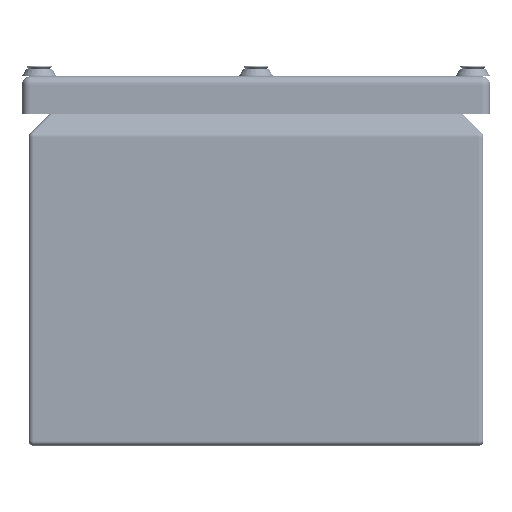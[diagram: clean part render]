
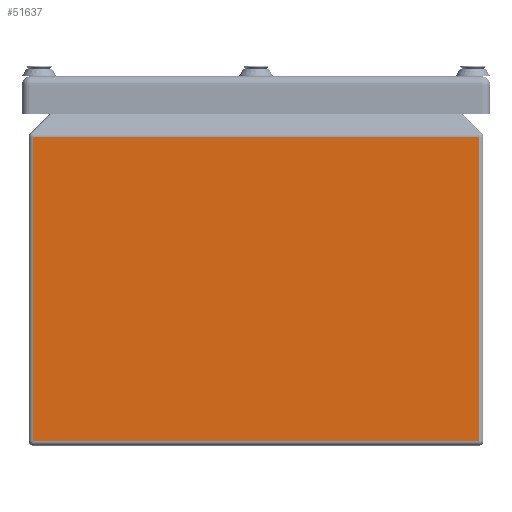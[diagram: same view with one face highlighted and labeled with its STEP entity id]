
A CAD part, left-side view. The second image highlights one B-rep face of the part: STEP entity #51637.
In plain terms, the highlighted planar face has unit normal (-1, 0, 0).
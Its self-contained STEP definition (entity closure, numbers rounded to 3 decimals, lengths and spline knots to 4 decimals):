
#3431=LINE('',#75548,#7907);
#3443=LINE('',#75607,#7919);
#3445=LINE('',#75618,#7921);
#3446=LINE('',#75620,#7922);
#7907=VECTOR('',#60750,0.3937);
#7919=VECTOR('',#60822,0.3937);
#7921=VECTOR('',#60840,0.3937);
#7922=VECTOR('',#60843,0.3937);
#13183=FACE_OUTER_BOUND('',#16342,.T.);
#16342=EDGE_LOOP('',(#35101,#35102,#35103,#35104));
#21654=VERTEX_POINT('',#75541);
#21657=VERTEX_POINT('',#75546);
#21673=VERTEX_POINT('',#75604);
#21674=VERTEX_POINT('',#75606);
#26765=EDGE_CURVE('',#21657,#21654,#3431,.T.);
#26794=EDGE_CURVE('',#21673,#21674,#3443,.T.);
#26801=EDGE_CURVE('',#21674,#21657,#3445,.T.);
#26802=EDGE_CURVE('',#21654,#21673,#3446,.T.);
#35101=ORIENTED_EDGE('',*,*,#26765,.F.);
#35102=ORIENTED_EDGE('',*,*,#26801,.F.);
#35103=ORIENTED_EDGE('',*,*,#26794,.F.);
#35104=ORIENTED_EDGE('',*,*,#26802,.F.);
#50296=PLANE('',#55425);
#51637=ADVANCED_FACE('',(#13183),#50296,.F.);
#55425=AXIS2_PLACEMENT_3D('',#75619,#60841,#60842);
#60750=DIRECTION('',(0.,0.,-1.));
#60822=DIRECTION('',(0.,0.,1.));
#60840=DIRECTION('',(0.,-1.,0.));
#60841=DIRECTION('center_axis',(1.,0.,0.));
#60842=DIRECTION('ref_axis',(0.,0.,-1.));
#60843=DIRECTION('',(0.,1.,0.));
#75541=CARTESIAN_POINT('',(-18.,-3.916,0.084));
#75546=CARTESIAN_POINT('',(-18.,-3.916,5.4372));
#75548=CARTESIAN_POINT('',(-18.,-3.916,3.1072));
#75604=CARTESIAN_POINT('',(-18.,3.916,0.084));
#75606=CARTESIAN_POINT('',(-18.,3.916,5.4372));
#75607=CARTESIAN_POINT('',(-18.,3.916,3.1072));
#75618=CARTESIAN_POINT('',(-18.,2.8375,5.4372));
#75619=CARTESIAN_POINT('Origin',(-18.,2.8375,3.4783));
#75620=CARTESIAN_POINT('',(-18.,1.4188,0.084));
